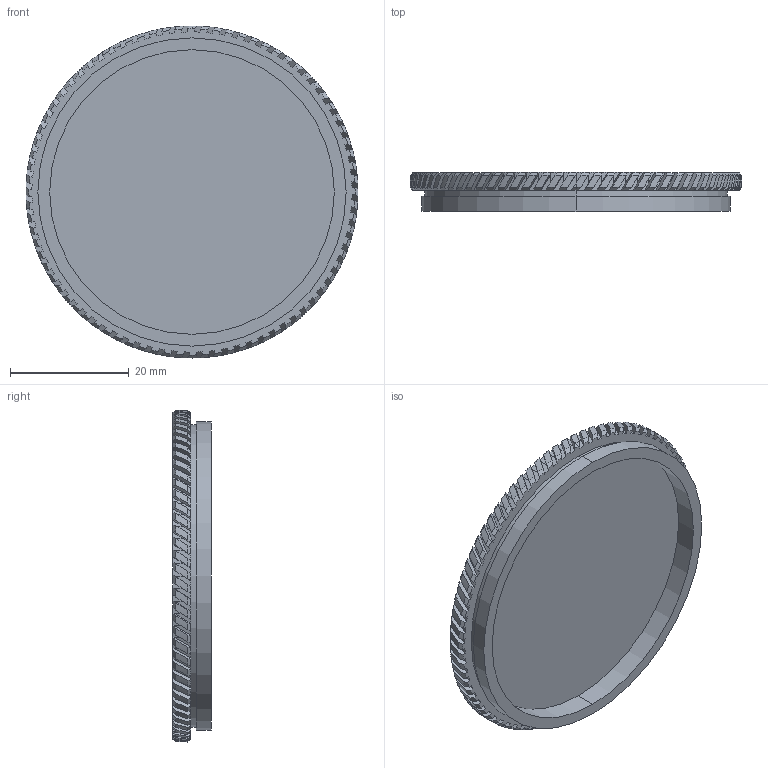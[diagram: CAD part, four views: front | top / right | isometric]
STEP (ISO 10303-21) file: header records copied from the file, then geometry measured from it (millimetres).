
FILE_DESCRIPTION (( 'STEP AP214' ), '1' );
FILE_NAME ('513000.STEP', '2019-09-17T02:02:01', ( '' ), ( '' ), 'SwSTEP 2.0', 'SolidWorks 2016', '' );
FILE_SCHEMA (( 'AUTOMOTIVE_DESIGN' ));
Length unit declared in the file: millimetre
Products named in the file (1): 513000
Bounding box: 56 x 6.5 x 56 mm (x, y, z)
Volume: 8154.7 mm3; surface area: 7023.9 mm2
Topology: 1 solids, 1 shells, 574 faces, 1706 edges, 1137 vertices
Faces by surface type: cylinder 247, plane 165, cone 162
Entity records: 19694 total; most frequent: CARTESIAN_POINT 5824, ORIENTED_EDGE 3412, DIRECTION 2549, EDGE_CURVE 1706, VERTEX_POINT 1137, AXIS2_PLACEMENT_3D 1070, EDGE_LOOP 577, ADVANCED_FACE 574
